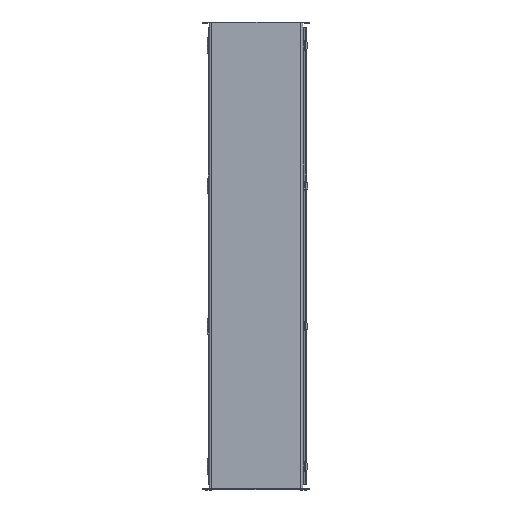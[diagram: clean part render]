
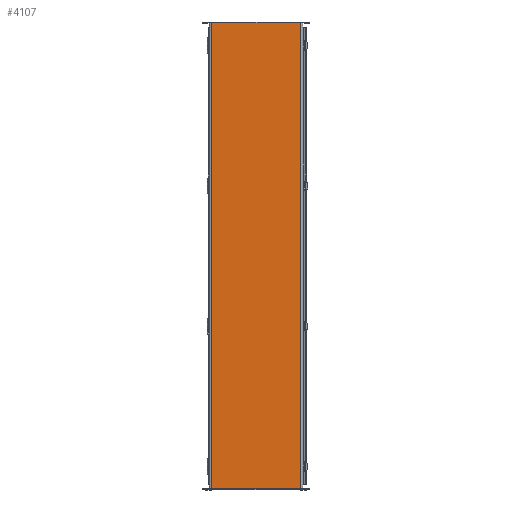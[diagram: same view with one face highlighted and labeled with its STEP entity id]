
A CAD part, top view. The second image highlights one B-rep face of the part: STEP entity #4107.
In plain terms, the highlighted planar face has unit normal (0, 0, 1).
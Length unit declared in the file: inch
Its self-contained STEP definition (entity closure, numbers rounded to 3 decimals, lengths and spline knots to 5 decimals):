
#268=PLANE('',#4385);
#430=FACE_OUTER_BOUND('',#657,.T.);
#657=EDGE_LOOP('',(#2916,#2917,#2918,#2919));
#1131=LINE('',#6154,#1519);
#1136=LINE('',#6172,#1524);
#1140=LINE('',#6186,#1528);
#1142=LINE('',#6189,#1530);
#1519=VECTOR('',#4889,60.);
#1524=VECTOR('',#4912,60.);
#1528=VECTOR('',#4932,11.5395);
#1530=VECTOR('',#4936,11.5395);
#1892=VERTEX_POINT('',#6151);
#1893=VERTEX_POINT('',#6153);
#1896=VERTEX_POINT('',#6169);
#1897=VERTEX_POINT('',#6171);
#2282=EDGE_CURVE('',#1893,#1892,#1131,.T.);
#2291=EDGE_CURVE('',#1897,#1896,#1136,.T.);
#2298=EDGE_CURVE('',#1893,#1896,#1140,.T.);
#2300=EDGE_CURVE('',#1897,#1892,#1142,.T.);
#2916=ORIENTED_EDGE('',*,*,#2282,.T.);
#2917=ORIENTED_EDGE('',*,*,#2300,.F.);
#2918=ORIENTED_EDGE('',*,*,#2291,.T.);
#2919=ORIENTED_EDGE('',*,*,#2298,.F.);
#4107=ADVANCED_FACE('',(#430),#268,.T.);
#4385=AXIS2_PLACEMENT_3D('',#6188,#4934,#4935);
#4889=DIRECTION('',(0.,-1.,0.));
#4912=DIRECTION('',(0.,1.,0.));
#4932=DIRECTION('',(1.,0.,0.));
#4934=DIRECTION('center_axis',(0.,0.,1.));
#4935=DIRECTION('ref_axis',(1.,0.,0.));
#4936=DIRECTION('',(-1.,0.,0.));
#6151=CARTESIAN_POINT('',(-5.76975,-30.,0.074));
#6153=CARTESIAN_POINT('',(-5.76975,30.,0.074));
#6154=CARTESIAN_POINT('',(-5.76975,15.,0.074));
#6169=CARTESIAN_POINT('',(5.76975,30.,0.074));
#6171=CARTESIAN_POINT('',(5.76975,-30.,0.074));
#6172=CARTESIAN_POINT('',(5.76975,-15.,0.074));
#6186=CARTESIAN_POINT('',(6.,30.,0.074));
#6188=CARTESIAN_POINT('Origin',(0.,0.,
0.074));
#6189=CARTESIAN_POINT('',(-6.,-30.,0.074));
